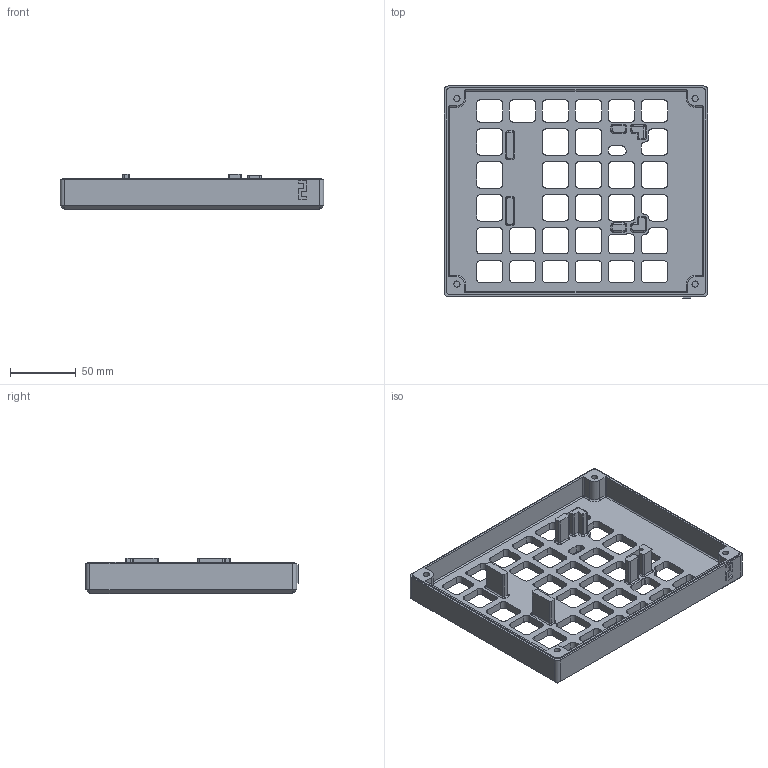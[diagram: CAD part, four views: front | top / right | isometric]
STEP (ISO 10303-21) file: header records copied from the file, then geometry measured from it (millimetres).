
FILE_DESCRIPTION(/* description */ ('STEP AP242','CAx-IF Rec.Pracs.---Representation and Presentation of Product Manufacturing Information (PMI)---4.0---2014-10-13','CAx-IF Rec.Pracs.---3D Tessellated Geometry---0.4---2014-09-14','2;1'),/* implementation_level */ '2;1');
FILE_NAME(/* name */ 'Raspberry Pi 4 - Raspberry Pi 4 (1) - Part 4',/* time_stamp */ '2024-10-30T00:29:30Z',/* author */ (''),/* organization */ (''),/* preprocessor_version */ 'ST-DEVELOPER v20',/* originating_system */ ' ',/* authorisation */ ' ');
FILE_SCHEMA (('AP242_MANAGED_MODEL_BASED_3D_ENGINEERING_MIM_LF { 1 0 10303 442 1 1 4 }'));
Length unit declared in the file: metre
Products named in the file (1): Part 4
Bounding box: 200 x 161 x 27 mm (x, y, z)
Volume: 173911.8 mm3; surface area: 88241.2 mm2
Topology: 1 solids, 1 shells, 488 faces, 1331 edges, 845 vertices
Faces by surface type: cylinder 234, plane 211, torus 30, sphere 9, cone 4
Full cylindrical faces by diameter (mm): 4.7 x4
Entity records: 15464 total; most frequent: DIRECTION 2784, CARTESIAN_POINT 2644, ORIENTED_EDGE 2624, EDGE_CURVE 1312, AXIS2_PLACEMENT_3D 983, VERTEX_POINT 843, LINE 818, VECTOR 818
